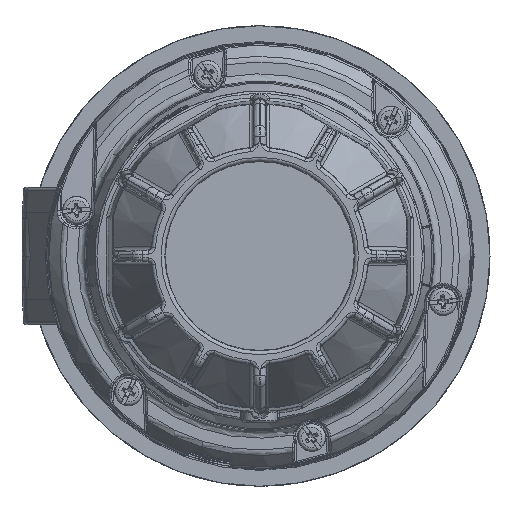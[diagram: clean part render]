
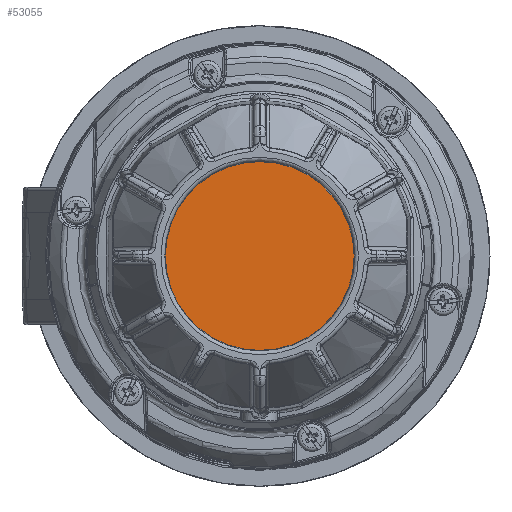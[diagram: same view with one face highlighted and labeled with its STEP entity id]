
A CAD part, left-side view. The second image highlights one B-rep face of the part: STEP entity #53055.
In plain terms, the highlighted planar face has unit normal (-1, 0, 0).
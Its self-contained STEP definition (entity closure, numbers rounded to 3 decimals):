
#7837 = VERTEX_POINT ( 'NONE', #53707 ) ;
#10906 = CARTESIAN_POINT ( 'NONE',  ( -263.922, 0., 0. ) ) ;
#19290 = ORIENTED_EDGE ( 'NONE', *, *, #122026, .F. ) ;
#41797 = AXIS2_PLACEMENT_3D ( 'NONE', #114698, #78624, #68814 ) ;
#53055 = ADVANCED_FACE ( 'NONE', ( #80114 ), #138039, .T. ) ;
#53707 = CARTESIAN_POINT ( 'NONE',  ( -263.922, -25.319, 0. ) ) ;
#68814 = DIRECTION ( 'NONE',  ( 0., -1., 0. ) ) ;
#78624 = DIRECTION ( 'NONE',  ( -1., 0., 0. ) ) ;
#80114 = FACE_OUTER_BOUND ( 'NONE', #92602, .T. ) ;
#92548 = AXIS2_PLACEMENT_3D ( 'NONE', #10906, #124540, #135766 ) ;
#92602 = EDGE_LOOP ( 'NONE', ( #19290 ) ) ;
#97301 = CIRCLE ( 'NONE', #92548, 25.319 ) ;
#114698 = CARTESIAN_POINT ( 'NONE',  ( -263.922, 0., 0. ) ) ;
#122026 = EDGE_CURVE ( 'NONE', #7837, #7837, #97301, .T. ) ;
#124540 = DIRECTION ( 'NONE',  ( 1., 0., 0. ) ) ;
#135766 = DIRECTION ( 'NONE',  ( 0., -1., 0. ) ) ;
#138039 = PLANE ( 'NONE',  #41797 ) ;
